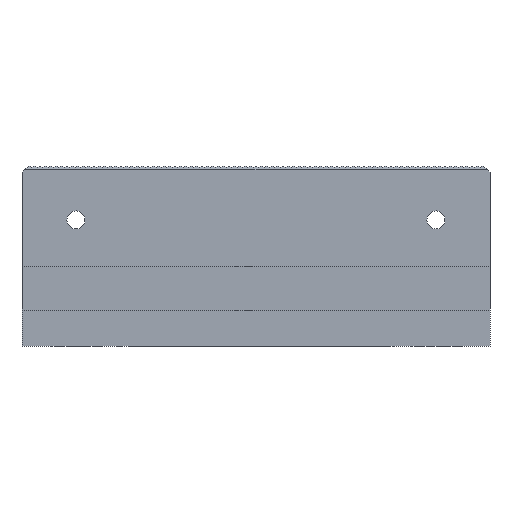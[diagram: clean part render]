
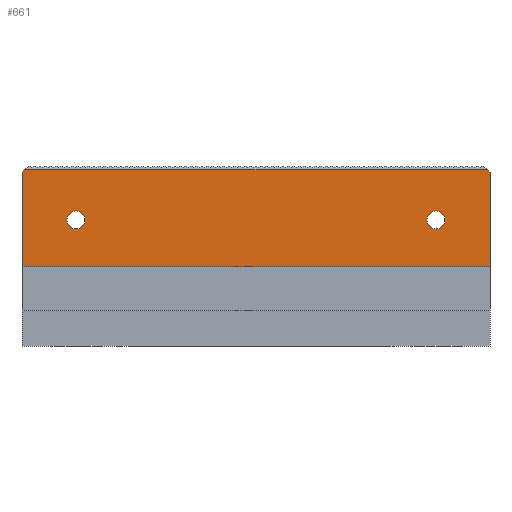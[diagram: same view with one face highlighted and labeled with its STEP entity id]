
A CAD part, left-side view. The second image highlights one B-rep face of the part: STEP entity #661.
In plain terms, the highlighted planar face has unit normal (-1, 0, 0).
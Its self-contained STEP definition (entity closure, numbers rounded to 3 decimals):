
#661 = ADVANCED_FACE( '', ( #1882, #1883, #1884 ), #1885, .F. );
#1882 = FACE_BOUND( '', #3689, .T. );
#1883 = FACE_BOUND( '', #3690, .T. );
#1884 = FACE_OUTER_BOUND( '', #3691, .T. );
#1885 = PLANE( '', #3692 );
#3689 = EDGE_LOOP( '', ( #5604 ) );
#3690 = EDGE_LOOP( '', ( #5605 ) );
#3691 = EDGE_LOOP( '', ( #5606, #5607, #5608, #5609, #5610, #5611 ) );
#3692 = AXIS2_PLACEMENT_3D( '', #5612, #5613, #5614 );
#5604 = ORIENTED_EDGE( '', *, *, #11241, .F. );
#5605 = ORIENTED_EDGE( '', *, *, #11344, .F. );
#5606 = ORIENTED_EDGE( '', *, *, #11345, .T. );
#5607 = ORIENTED_EDGE( '', *, *, #11346, .F. );
#5608 = ORIENTED_EDGE( '', *, *, #11347, .T. );
#5609 = ORIENTED_EDGE( '', *, *, #11348, .T. );
#5610 = ORIENTED_EDGE( '', *, *, #11349, .F. );
#5611 = ORIENTED_EDGE( '', *, *, #11350, .F. );
#5612 = CARTESIAN_POINT( '', ( -25., -65., 25. ) );
#5613 = DIRECTION( '', ( 1., 0., 0. ) );
#5614 = DIRECTION( '', ( 0., 0., -1. ) );
#11241 = EDGE_CURVE( '', #13569, #13569, #13570, .T. );
#11344 = EDGE_CURVE( '', #13749, #13749, #13750, .T. );
#11345 = EDGE_CURVE( '', #13751, #13752, #13753, .T. );
#11346 = EDGE_CURVE( '', #13754, #13752, #13755, .T. );
#11347 = EDGE_CURVE( '', #13754, #13756, #13757, .T. );
#11348 = EDGE_CURVE( '', #13756, #13758, #13759, .T. );
#11349 = EDGE_CURVE( '', #13760, #13758, #13761, .T. );
#11350 = EDGE_CURVE( '', #13751, #13760, #13762, .T. );
#13569 = VERTEX_POINT( '', #17054 );
#13570 = CIRCLE( '', #17055, 2.5 );
#13749 = VERTEX_POINT( '', #17310 );
#13750 = CIRCLE( '', #17311, 2.5 );
#13751 = VERTEX_POINT( '', #17312 );
#13752 = VERTEX_POINT( '', #17313 );
#13753 = LINE( '', #17314, #17315 );
#13754 = VERTEX_POINT( '', #17316 );
#13755 = LINE( '', #17317, #17318 );
#13756 = VERTEX_POINT( '', #17319 );
#13757 = LINE( '', #17320, #17321 );
#13758 = VERTEX_POINT( '', #17322 );
#13759 = LINE( '', #17323, #17324 );
#13760 = VERTEX_POINT( '', #17325 );
#13761 = LINE( '', #17326, #17327 );
#13762 = LINE( '', #17328, #17329 );
#17054 = CARTESIAN_POINT( '', ( -25., 47.5, 10. ) );
#17055 = AXIS2_PLACEMENT_3D( '', #22209, #22210, #22211 );
#17310 = CARTESIAN_POINT( '', ( -25., -47.5, 10. ) );
#17311 = AXIS2_PLACEMENT_3D( '', #22297, #22298, #22299 );
#17312 = CARTESIAN_POINT( '', ( -25., -64.25, 24. ) );
#17313 = CARTESIAN_POINT( '', ( -25., 64.25, 24. ) );
#17314 = CARTESIAN_POINT( '', ( -25., -65., 24. ) );
#17315 = VECTOR( '', #22300, 1000. );
#17316 = CARTESIAN_POINT( '', ( -25., 65., 23.25 ) );
#17317 = CARTESIAN_POINT( '', ( -25., 65., 23.25 ) );
#17318 = VECTOR( '', #22301, 1000. );
#17319 = CARTESIAN_POINT( '', ( -25., 65., -3. ) );
#17320 = CARTESIAN_POINT( '', ( -25., 65., 25. ) );
#17321 = VECTOR( '', #22302, 1000. );
#17322 = CARTESIAN_POINT( '', ( -25., -65., -3. ) );
#17323 = CARTESIAN_POINT( '', ( -25., 65., -3. ) );
#17324 = VECTOR( '', #22303, 1000. );
#17325 = CARTESIAN_POINT( '', ( -25., -65., 23.25 ) );
#17326 = CARTESIAN_POINT( '', ( -25., -65., 25. ) );
#17327 = VECTOR( '', #22304, 1000. );
#17328 = CARTESIAN_POINT( '', ( -25., -63.25, 25. ) );
#17329 = VECTOR( '', #22305, 1000. );
#22209 = CARTESIAN_POINT( '', ( -25., 50., 10. ) );
#22210 = DIRECTION( '', ( -1., 0., 0. ) );
#22211 = DIRECTION( '', ( 0., -1., 0. ) );
#22297 = CARTESIAN_POINT( '', ( -25., -50., 10. ) );
#22298 = DIRECTION( '', ( -1., 0., 0. ) );
#22299 = DIRECTION( '', ( 0., 1., 0. ) );
#22300 = DIRECTION( '', ( 0., 1., 0. ) );
#22301 = DIRECTION( '', ( 0., -0.707, 0.707 ) );
#22302 = DIRECTION( '', ( 0., 0., -1. ) );
#22303 = DIRECTION( '', ( 0., -1., 0. ) );
#22304 = DIRECTION( '', ( 0., 0., -1. ) );
#22305 = DIRECTION( '', ( 0., -0.707, -0.707 ) );
